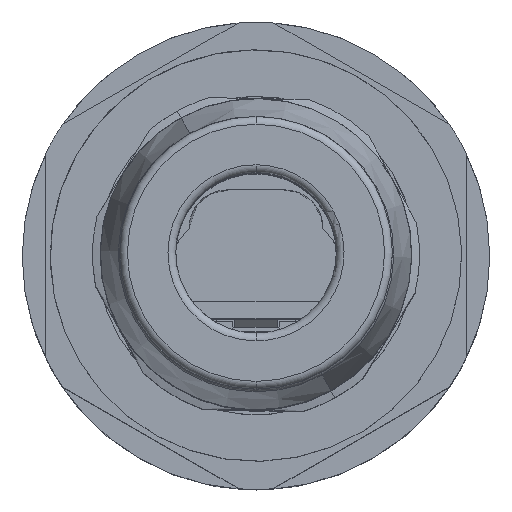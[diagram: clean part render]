
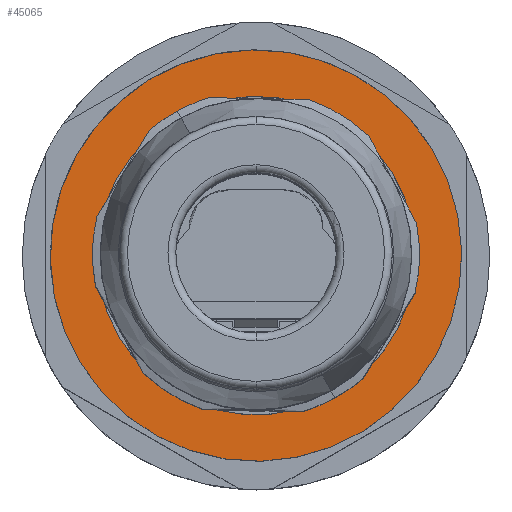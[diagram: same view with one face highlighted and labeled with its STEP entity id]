
A CAD part, top view. The second image highlights one B-rep face of the part: STEP entity #45065.
In plain terms, the highlighted planar face has unit normal (0, 0, 1).
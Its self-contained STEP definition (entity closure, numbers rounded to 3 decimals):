
#44847=AXIS2_PLACEMENT_3D('Circle Axis2P3D',#44845,#44846,$) ;
#45041=AXIS2_PLACEMENT_3D('Plane Axis2P3D',#45038,#45039,#45040) ;
#45045=AXIS2_PLACEMENT_3D('Circle Axis2P3D',#45043,#45044,$) ;
#45054=AXIS2_PLACEMENT_3D('Circle Axis2P3D',#45052,#45053,$) ;
#44845=CARTESIAN_POINT('Axis2P3D Location',(15.,15.,28.423)) ;
#44849=CARTESIAN_POINT('Vertex',(6.268,9.68,28.423)) ;
#44851=CARTESIAN_POINT('Vertex',(23.732,20.32,28.423)) ;
#44877=CARTESIAN_POINT('Control Point',(23.732,20.32,28.423)) ;
#44878=CARTESIAN_POINT('Control Point',(24.568,18.948,28.423)) ;
#44879=CARTESIAN_POINT('Control Point',(25.134,17.413,28.423)) ;
#44880=CARTESIAN_POINT('Control Point',(25.388,15.783,28.423)) ;
#44881=CARTESIAN_POINT('Control Point',(25.243,12.513,28.423)) ;
#44882=CARTESIAN_POINT('Control Point',(23.872,9.54,28.423)) ;
#44883=CARTESIAN_POINT('Control Point',(22.899,8.209,28.423)) ;
#44884=CARTESIAN_POINT('Control Point',(20.484,5.999,28.423)) ;
#44885=CARTESIAN_POINT('Control Point',(17.413,4.866,28.423)) ;
#44886=CARTESIAN_POINT('Control Point',(15.783,4.612,28.423)) ;
#44887=CARTESIAN_POINT('Control Point',(12.513,4.757,28.423)) ;
#44888=CARTESIAN_POINT('Control Point',(9.54,6.128,28.423)) ;
#44889=CARTESIAN_POINT('Control Point',(8.209,7.101,28.423)) ;
#44890=CARTESIAN_POINT('Control Point',(7.104,8.308,28.423)) ;
#44891=CARTESIAN_POINT('Control Point',(6.268,9.68,28.423)) ;
#45038=CARTESIAN_POINT('Axis2P3D Location',(9.888,6.145,28.423)) ;
#45043=CARTESIAN_POINT('Axis2P3D Location',(15.,15.,28.423)) ;
#45047=CARTESIAN_POINT('Vertex',(3.727,8.132,28.423)) ;
#45049=CARTESIAN_POINT('Vertex',(26.273,21.868,28.423)) ;
#45052=CARTESIAN_POINT('Axis2P3D Location',(15.,15.,28.423)) ;
#44846=DIRECTION('Axis2P3D Direction',(0.,0.,-1.)) ;
#45039=DIRECTION('Axis2P3D Direction',(0.,0.,-1.)) ;
#45040=DIRECTION('Axis2P3D XDirection',(-0.866,0.5,0.)) ;
#45044=DIRECTION('Axis2P3D Direction',(0.,0.,-1.)) ;
#45053=DIRECTION('Axis2P3D Direction',(0.,0.,-1.)) ;
#45058=ORIENTED_EDGE('',*,*,#45051,.F.) ;
#45059=ORIENTED_EDGE('',*,*,#45056,.F.) ;
#45062=ORIENTED_EDGE('',*,*,#44892,.T.) ;
#45063=ORIENTED_EDGE('',*,*,#44853,.T.) ;
#45064=FACE_BOUND('',#45061,.T.) ;
#45065=ADVANCED_FACE('Hauptk\X2\00F6\X0\rper',(#45060,#45064),#45042,.F.) ;
#44876=B_SPLINE_CURVE_WITH_KNOTS('',5,(#44877,#44878,#44879,#44880,#44881,#44882,#44883,#44884,#44885,#44886,#44887,#44888,#44889,#44890,#44891),.UNSPECIFIED.,.F.,.U.,(6,3,3,3,6),(-16.061,-8.031,0.,8.031,16.061),.UNSPECIFIED.) ;
#44848=CIRCLE('generated circle',#44847,10.225) ;
#45046=CIRCLE('generated circle',#45045,13.2) ;
#45055=CIRCLE('generated circle',#45054,13.2) ;
#44853=EDGE_CURVE('',#44850,#44852,#44848,.T.) ;
#44892=EDGE_CURVE('',#44852,#44850,#44876,.T.) ;
#45051=EDGE_CURVE('',#45048,#45050,#45046,.T.) ;
#45056=EDGE_CURVE('',#45050,#45048,#45055,.T.) ;
#45057=EDGE_LOOP('',(#45058,#45059)) ;
#45061=EDGE_LOOP('',(#45062,#45063)) ;
#45060=FACE_OUTER_BOUND('',#45057,.T.) ;
#45042=PLANE('',#45041) ;
#44850=VERTEX_POINT('',#44849) ;
#44852=VERTEX_POINT('',#44851) ;
#45048=VERTEX_POINT('',#45047) ;
#45050=VERTEX_POINT('',#45049) ;
